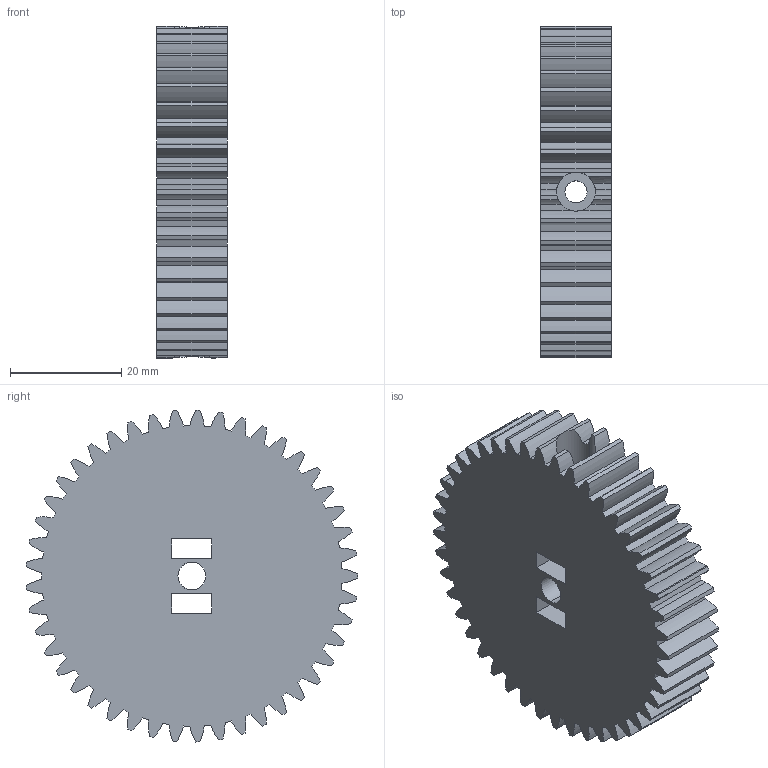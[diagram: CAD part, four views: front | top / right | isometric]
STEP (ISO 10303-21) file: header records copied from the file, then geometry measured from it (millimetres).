
FILE_DESCRIPTION (( 'STEP AP214' ), '1' );
FILE_NAME ('custom motor gear.STEP', '2025-04-18T08:17:04', ( '' ), ( '' ), 'SwSTEP 2.0', 'SolidWorks 2024', '' );
FILE_SCHEMA (( 'AUTOMOTIVE_DESIGN' ));
Length unit declared in the file: inch
Products named in the file (1): custom motor gear
Bounding box: 12.7 x 59.64 x 59.68 mm (x, y, z)
Volume: 29739.7 mm3; surface area: 10936.2 mm2
Topology: 1 solids, 1 shells, 222 faces, 662 edges, 440 vertices
Faces by surface type: cylinder 210, plane 12
Entity records: 7937 total; most frequent: CARTESIAN_POINT 1597, DIRECTION 1460, ORIENTED_EDGE 1324, EDGE_CURVE 662, AXIS2_PLACEMENT_3D 611, VERTEX_POINT 440, CIRCLE 388, VECTOR 238
